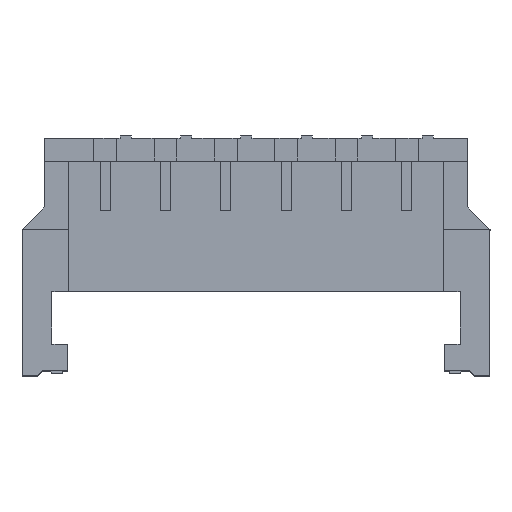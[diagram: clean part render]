
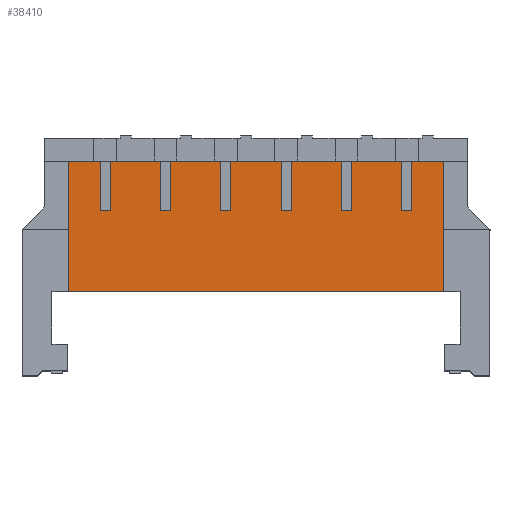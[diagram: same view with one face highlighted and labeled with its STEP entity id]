
A CAD part, top view. The second image highlights one B-rep face of the part: STEP entity #38410.
In plain terms, the highlighted face is planar.
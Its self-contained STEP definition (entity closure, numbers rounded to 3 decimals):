
#7040=CARTESIAN_POINT('',(-7.802,9.799,
8.078));
#7050=DIRECTION('',(0.,0.,1.));
#7060=VECTOR('',#7050,1.);
#7070=LINE('',#7040,#7060);
#7080=CARTESIAN_POINT('',(-7.802,9.799,
8.078));
#7090=VERTEX_POINT('',#7080);
#7100=CARTESIAN_POINT('',(-7.802,9.799,
10.668));
#7110=VERTEX_POINT('',#7100);
#7120=EDGE_CURVE('',#7090,#7110,#7070,.T.);
#8280=CARTESIAN_POINT('',(-7.172,9.799,
9.678));
#8290=VERTEX_POINT('',#8280);
#8320=CARTESIAN_POINT('',(-7.172,9.799,
10.668));
#8330=DIRECTION('',(0.,0.,-1.));
#8340=VECTOR('',#8330,1.);
#8350=LINE('',#8320,#8340);
#8360=CARTESIAN_POINT('',(-7.172,9.799,
10.668));
#8370=VERTEX_POINT('',#8360);
#8380=EDGE_CURVE('',#8370,#8290,#8350,.T.);
#9080=CARTESIAN_POINT('',(-6.972,9.799,
9.678));
#9090=VERTEX_POINT('',#9080);
#9120=CARTESIAN_POINT('',(-6.972,9.799,
9.678));
#9130=DIRECTION('',(-1.,0.,0.));
#9140=VECTOR('',#9130,1.);
#9150=LINE('',#9120,#9140);
#9160=EDGE_CURVE('',#9090,#8290,#9150,.T.);
#15750=CARTESIAN_POINT('',(-5.972,9.799,
9.678));
#15760=VERTEX_POINT('',#15750);
#15910=CARTESIAN_POINT('',(-5.772,9.799,
9.678));
#15920=VERTEX_POINT('',#15910);
#15950=CARTESIAN_POINT('',(-5.772,9.799,
9.678));
#15960=DIRECTION('',(-1.,0.,0.));
#15970=VECTOR('',#15960,1.);
#15980=LINE('',#15950,#15970);
#15990=EDGE_CURVE('',#15920,#15760,#15980,.T.);
#16270=CARTESIAN_POINT('',(-5.972,9.799,
10.668));
#16280=DIRECTION('',(0.,0.,-1.));
#16290=VECTOR('',#16280,1.);
#16300=LINE('',#16270,#16290);
#16310=CARTESIAN_POINT('',(-5.972,9.799,
10.668));
#16320=VERTEX_POINT('',#16310);
#16330=EDGE_CURVE('',#16320,#15760,#16300,.T.);
#18360=CARTESIAN_POINT('',(-6.972,9.799,
10.668));
#18370=VERTEX_POINT('',#18360);
#18400=CARTESIAN_POINT('',(-6.972,9.799,
10.668));
#18410=DIRECTION('',(0.,0.,-1.));
#18420=VECTOR('',#18410,1.);
#18430=LINE('',#18400,#18420);
#18440=EDGE_CURVE('',#18370,#9090,#18430,.T.);
#22000=CARTESIAN_POINT('',(-5.772,9.799,
10.668));
#22010=VERTEX_POINT('',#22000);
#22040=CARTESIAN_POINT('',(-5.772,9.799,
10.668));
#22050=DIRECTION('',(0.,0.,-1.));
#22060=VECTOR('',#22050,1.);
#22070=LINE('',#22040,#22060);
#22080=EDGE_CURVE('',#22010,#15920,#22070,.T.);
#27110=CARTESIAN_POINT('',(-4.572,9.799,
10.668));
#27120=VERTEX_POINT('',#27110);
#27290=CARTESIAN_POINT('',(-4.772,9.799,
10.668));
#27300=VERTEX_POINT('',#27290);
#27330=CARTESIAN_POINT('',(-4.772,9.799,
10.668));
#27340=DIRECTION('',(-1.,0.,0.));
#27350=VECTOR('',#27340,1.);
#27360=LINE('',#27330,#27350);
#27370=EDGE_CURVE('',#27300,#22010,#27360,.T.);
#27420=CARTESIAN_POINT('',(-5.972,9.799,
10.668));
#27430=DIRECTION('',(-1.,0.,0.));
#27440=VECTOR('',#27430,1.);
#27450=LINE('',#27420,#27440);
#27460=EDGE_CURVE('',#16320,#18370,#27450,.T.);
#27510=CARTESIAN_POINT('',(-7.802,9.799,
10.668));
#27520=DIRECTION('',(1.,0.,0.));
#27530=VECTOR('',#27520,1.);
#27540=LINE('',#27510,#27530);
#27550=EDGE_CURVE('',#7110,#8370,#27540,.T.);
#29040=CARTESIAN_POINT('',(-0.342,9.799,
10.668));
#29050=VERTEX_POINT('',#29040);
#29080=CARTESIAN_POINT('',(-0.342,9.799,
10.668));
#29090=DIRECTION('',(-1.,0.,0.));
#29100=VECTOR('',#29090,1.);
#29110=LINE('',#29080,#29100);
#29120=CARTESIAN_POINT('',(-0.972,9.799,
10.668));
#29130=VERTEX_POINT('',#29120);
#29140=EDGE_CURVE('',#29050,#29130,#29110,.T.);
#29360=CARTESIAN_POINT('',(-1.172,9.799,
10.668));
#29370=VERTEX_POINT('',#29360);
#29400=CARTESIAN_POINT('',(-1.172,9.799,
10.668));
#29410=DIRECTION('',(-1.,0.,0.));
#29420=VECTOR('',#29410,1.);
#29430=LINE('',#29400,#29420);
#29440=CARTESIAN_POINT('',(-2.172,9.799,
10.668));
#29450=VERTEX_POINT('',#29440);
#29460=EDGE_CURVE('',#29370,#29450,#29430,.T.);
#29680=CARTESIAN_POINT('',(-2.372,9.799,
10.668));
#29690=VERTEX_POINT('',#29680);
#29720=CARTESIAN_POINT('',(-2.372,9.799,
10.668));
#29730=DIRECTION('',(-1.,0.,0.));
#29740=VECTOR('',#29730,1.);
#29750=LINE('',#29720,#29740);
#29760=CARTESIAN_POINT('',(-3.372,9.799,
10.668));
#29770=VERTEX_POINT('',#29760);
#29780=EDGE_CURVE('',#29690,#29770,#29750,.T.);
#30000=CARTESIAN_POINT('',(-3.572,9.799,
10.668));
#30010=VERTEX_POINT('',#30000);
#30040=CARTESIAN_POINT('',(-3.572,9.799,
10.668));
#30050=DIRECTION('',(-1.,0.,0.));
#30060=VECTOR('',#30050,1.);
#30070=LINE('',#30040,#30060);
#30080=EDGE_CURVE('',#30010,#27120,#30070,.T.);
#30820=CARTESIAN_POINT('',(-3.572,9.799,
9.678));
#30830=VERTEX_POINT('',#30820);
#30860=CARTESIAN_POINT('',(-3.572,9.799,
10.668));
#30870=DIRECTION('',(0.,0.,-1.));
#30880=VECTOR('',#30870,1.);
#30890=LINE('',#30860,#30880);
#30900=EDGE_CURVE('',#30010,#30830,#30890,.T.);
#31350=CARTESIAN_POINT('',(-4.572,9.799,
10.668));
#31360=DIRECTION('',(0.,0.,-1.));
#31370=VECTOR('',#31360,1.);
#31380=LINE('',#31350,#31370);
#31390=CARTESIAN_POINT('',(-4.572,9.799,
9.678));
#31400=VERTEX_POINT('',#31390);
#31410=EDGE_CURVE('',#27120,#31400,#31380,.T.);
#31610=CARTESIAN_POINT('',(-4.772,9.799,
9.678));
#31620=VERTEX_POINT('',#31610);
#31670=CARTESIAN_POINT('',(-4.572,9.799,
9.678));
#31680=DIRECTION('',(-1.,0.,0.));
#31690=VECTOR('',#31680,1.);
#31700=LINE('',#31670,#31690);
#31710=EDGE_CURVE('',#31400,#31620,#31700,.T.);
#31850=CARTESIAN_POINT('',(-3.372,9.799,
9.678));
#31860=VERTEX_POINT('',#31850);
#31890=CARTESIAN_POINT('',(-3.572,9.799,
9.678));
#31900=DIRECTION('',(1.,0.,0.));
#31910=VECTOR('',#31900,1.);
#31920=LINE('',#31890,#31910);
#31930=EDGE_CURVE('',#30830,#31860,#31920,.T.);
#34810=CARTESIAN_POINT('',(-4.772,9.799,
10.668));
#34820=DIRECTION('',(0.,0.,-1.));
#34830=VECTOR('',#34820,1.);
#34840=LINE('',#34810,#34830);
#34850=EDGE_CURVE('',#27300,#31620,#34840,.T.);
#35080=CARTESIAN_POINT('',(-3.002,9.799,
8.078));
#35090=DIRECTION('',(1.,0.,0.));
#35100=VECTOR('',#35090,1.);
#35110=LINE('',#35080,#35100);
#35120=CARTESIAN_POINT('',(-0.342,9.799,
8.078));
#35130=VERTEX_POINT('',#35120);
#35140=EDGE_CURVE('',#7090,#35130,#35110,.T.);
#37580=CARTESIAN_POINT('',(2.428,9.799,
9.908));
#37590=DIRECTION('',(0.,-1.,0.));
#37600=DIRECTION('',(1.,0.,0.));
#37610=AXIS2_PLACEMENT_3D('',#37580,#37590,#37600);
#37620=PLANE('',#37610);
#37630=ORIENTED_EDGE('',*,*,#7120,.F.);
#37640=ORIENTED_EDGE('',*,*,#27550,.F.);
#37650=ORIENTED_EDGE('',*,*,#8380,.F.);
#37660=ORIENTED_EDGE('',*,*,#9160,.T.);
#37670=ORIENTED_EDGE('',*,*,#18440,.T.);
#37680=ORIENTED_EDGE('',*,*,#27460,.T.);
#37690=ORIENTED_EDGE('',*,*,#16330,.F.);
#37700=ORIENTED_EDGE('',*,*,#15990,.T.);
#37710=ORIENTED_EDGE('',*,*,#22080,.T.);
#37720=ORIENTED_EDGE('',*,*,#27370,.T.);
#37730=ORIENTED_EDGE('',*,*,#34850,.F.);
#37740=ORIENTED_EDGE('',*,*,#31710,.T.);
#37750=ORIENTED_EDGE('',*,*,#31410,.T.);
#37760=ORIENTED_EDGE('',*,*,#30080,.T.);
#37770=ORIENTED_EDGE('',*,*,#30900,.F.);
#37780=ORIENTED_EDGE('',*,*,#31930,.F.);
#37790=CARTESIAN_POINT('',(-3.372,9.799,
10.668));
#37800=DIRECTION('',(0.,0.,-1.));
#37810=VECTOR('',#37800,1.);
#37820=LINE('',#37790,#37810);
#37830=EDGE_CURVE('',#29770,#31860,#37820,.T.);
#37840=ORIENTED_EDGE('',*,*,#37830,.T.);
#37850=ORIENTED_EDGE('',*,*,#29780,.T.);
#37860=CARTESIAN_POINT('',(-2.372,9.799,
10.668));
#37870=DIRECTION('',(0.,0.,-1.));
#37880=VECTOR('',#37870,1.);
#37890=LINE('',#37860,#37880);
#37900=CARTESIAN_POINT('',(-2.372,9.799,
9.678));
#37910=VERTEX_POINT('',#37900);
#37920=EDGE_CURVE('',#29690,#37910,#37890,.T.);
#37930=ORIENTED_EDGE('',*,*,#37920,.F.);
#37940=CARTESIAN_POINT('',(-2.372,9.799,
9.678));
#37950=DIRECTION('',(1.,0.,0.));
#37960=VECTOR('',#37950,1.);
#37970=LINE('',#37940,#37960);
#37980=CARTESIAN_POINT('',(-2.172,9.799,
9.678));
#37990=VERTEX_POINT('',#37980);
#38000=EDGE_CURVE('',#37910,#37990,#37970,.T.);
#38010=ORIENTED_EDGE('',*,*,#38000,.F.);
#38020=CARTESIAN_POINT('',(-2.172,9.799,
10.668));
#38030=DIRECTION('',(0.,0.,-1.));
#38040=VECTOR('',#38030,1.);
#38050=LINE('',#38020,#38040);
#38060=EDGE_CURVE('',#29450,#37990,#38050,.T.);
#38070=ORIENTED_EDGE('',*,*,#38060,.T.);
#38080=ORIENTED_EDGE('',*,*,#29460,.T.);
#38090=CARTESIAN_POINT('',(-1.172,9.799,
10.668));
#38100=DIRECTION('',(0.,0.,-1.));
#38110=VECTOR('',#38100,1.);
#38120=LINE('',#38090,#38110);
#38130=CARTESIAN_POINT('',(-1.172,9.799,
9.678));
#38140=VERTEX_POINT('',#38130);
#38150=EDGE_CURVE('',#29370,#38140,#38120,.T.);
#38160=ORIENTED_EDGE('',*,*,#38150,.F.);
#38170=CARTESIAN_POINT('',(-1.172,9.799,
9.678));
#38180=DIRECTION('',(1.,0.,0.));
#38190=VECTOR('',#38180,1.);
#38200=LINE('',#38170,#38190);
#38210=CARTESIAN_POINT('',(-0.972,9.799,
9.678));
#38220=VERTEX_POINT('',#38210);
#38230=EDGE_CURVE('',#38140,#38220,#38200,.T.);
#38240=ORIENTED_EDGE('',*,*,#38230,.F.);
#38250=CARTESIAN_POINT('',(-0.972,9.799,
10.668));
#38260=DIRECTION('',(0.,0.,-1.));
#38270=VECTOR('',#38260,1.);
#38280=LINE('',#38250,#38270);
#38290=EDGE_CURVE('',#29130,#38220,#38280,.T.);
#38300=ORIENTED_EDGE('',*,*,#38290,.T.);
#38310=ORIENTED_EDGE('',*,*,#29140,.T.);
#38320=CARTESIAN_POINT('',(-0.342,9.799,
8.078));
#38330=DIRECTION('',(0.,0.,1.));
#38340=VECTOR('',#38330,1.);
#38350=LINE('',#38320,#38340);
#38360=EDGE_CURVE('',#35130,#29050,#38350,.T.);
#38370=ORIENTED_EDGE('',*,*,#38360,.T.);
#38380=ORIENTED_EDGE('',*,*,#35140,.T.);
#38390=EDGE_LOOP('',(#38380,#38370,#38310,#38300,#38240,#38160,#38080,
#38070,#38010,#37930,#37850,#37840,#37780,#37770,#37760,#37750,#37740,
#37730,#37720,#37710,#37700,#37690,#37680,#37670,#37660,#37650,#37640,
#37630));
#38400=FACE_OUTER_BOUND('',#38390,.T.);
#38410=ADVANCED_FACE('',(#38400),#37620,.T.);
